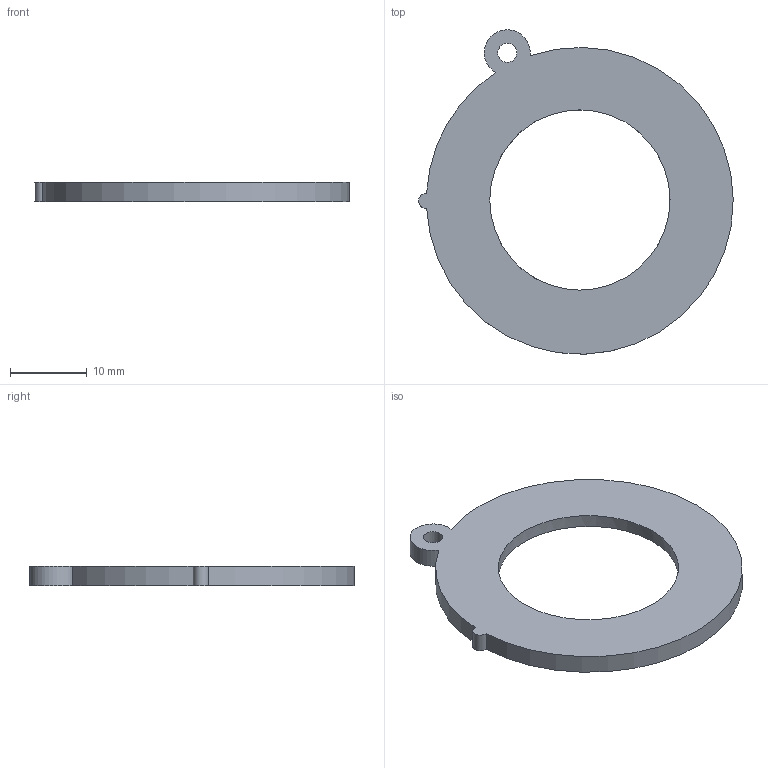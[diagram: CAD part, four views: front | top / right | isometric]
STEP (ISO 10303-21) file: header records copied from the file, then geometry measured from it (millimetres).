
FILE_DESCRIPTION(/* description */ (''),/* implementation_level */ '2;1');
FILE_NAME(/* name */ '986d39f7-05db-4a2b-9d0e-e5438046af01.stp',/* time_stamp */ '2019-03-06T19:50:17+01:00',/* author */ (''),/* organization */ (''),/* preprocessor_version */ 'ST-DEVELOPER v17.2',/* originating_system */ 'Autodesk Translation Framework v7.6.0.251',/* authorisation */ '');
FILE_SCHEMA (('AUTOMOTIVE_DESIGN { 1 0 10303 214 3 1 1 }'));
Length unit declared in the file: millimetre
Products named in the file (1): LEDDiffuser
Bounding box: 41 x 42.3 x 2.5 mm (x, y, z)
Volume: 2066.3 mm3; surface area: 2184.5 mm2
Topology: 1 solids, 1 shells, 9 faces, 23 edges, 16 vertices
Faces by surface type: cylinder 6, plane 2, cone 1
Full cylindrical faces by diameter (mm): 2.5 x1, 23.5 x1
Entity records: 365 total; most frequent: CARTESIAN_POINT 86, DIRECTION 53, ORIENTED_EDGE 46, EDGE_CURVE 23, AXIS2_PLACEMENT_3D 23, VERTEX_POINT 16, EDGE_LOOP 13, CIRCLE 13
